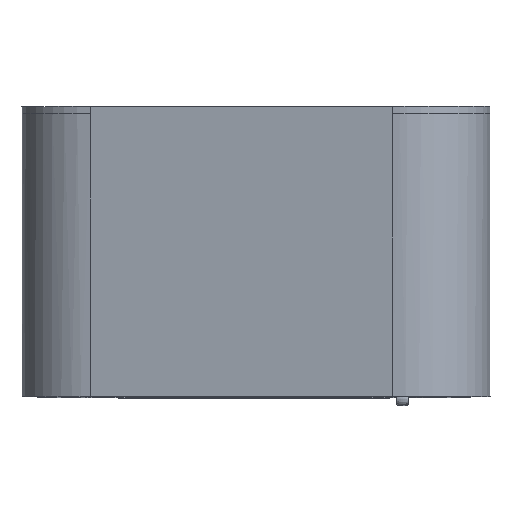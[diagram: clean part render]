
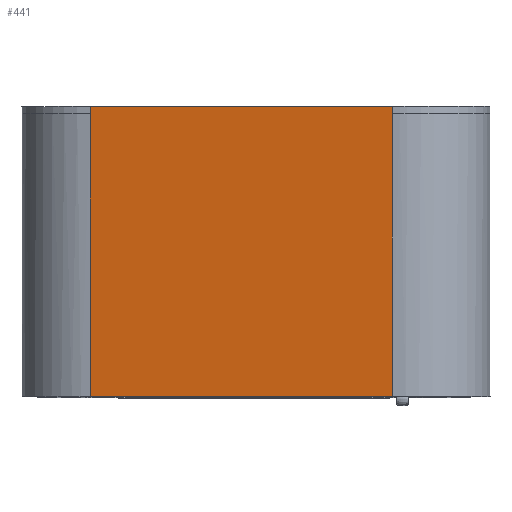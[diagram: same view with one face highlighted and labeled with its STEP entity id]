
A CAD part, top view. The second image highlights one B-rep face of the part: STEP entity #441.
In plain terms, the highlighted planar face has unit normal (-0.176, 0, 0.984).
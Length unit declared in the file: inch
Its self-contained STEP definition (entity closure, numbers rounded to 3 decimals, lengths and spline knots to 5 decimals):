
#441=ADVANCED_FACE('',(#710),#4210,.T.);
#710=FACE_OUTER_BOUND('',#989,.T.);
#989=EDGE_LOOP('',(#1698,#1699,#1700,#1701,#1702,#1703));
#1698=ORIENTED_EDGE('',*,*,#2674,.F.);
#1699=ORIENTED_EDGE('',*,*,#2675,.T.);
#1700=ORIENTED_EDGE('',*,*,#2676,.T.);
#1701=ORIENTED_EDGE('',*,*,#2725,.F.);
#1702=ORIENTED_EDGE('',*,*,#2677,.T.);
#1703=ORIENTED_EDGE('',*,*,#2724,.T.);
#2674=EDGE_CURVE('',#3883,#3905,#3140,.T.);
#2675=EDGE_CURVE('',#3883,#3885,#3141,.T.);
#2676=EDGE_CURVE('',#3885,#3906,#3142,.T.);
#2677=EDGE_CURVE('',#3886,#3884,#3143,.T.);
#2724=EDGE_CURVE('',#3884,#3905,#3189,.T.);
#2725=EDGE_CURVE('',#3886,#3906,#3190,.T.);
#3140=(
BOUNDED_CURVE()
B_SPLINE_CURVE(1,(#6668,#6669),.UNSPECIFIED.,.F.,.F.)
B_SPLINE_CURVE_WITH_KNOTS((2,2),(0.,28.934),.UNSPECIFIED.)
CURVE()
GEOMETRIC_REPRESENTATION_ITEM()
RATIONAL_B_SPLINE_CURVE((1.,1.))
REPRESENTATION_ITEM('')
);
#3141=(
BOUNDED_CURVE()
B_SPLINE_CURVE(2,(#6670,#6671,#6672),.UNSPECIFIED.,.F.,.F.)
B_SPLINE_CURVE_WITH_KNOTS((3,3),(15.24763,16.24763),
 .UNSPECIFIED.)
CURVE()
GEOMETRIC_REPRESENTATION_ITEM()
RATIONAL_B_SPLINE_CURVE((1.,1.,1.))
REPRESENTATION_ITEM('')
);
#3142=(
BOUNDED_CURVE()
B_SPLINE_CURVE(1,(#6673,#6674),.UNSPECIFIED.,.F.,.F.)
B_SPLINE_CURVE_WITH_KNOTS((2,2),(0.,28.934),.UNSPECIFIED.)
CURVE()
GEOMETRIC_REPRESENTATION_ITEM()
RATIONAL_B_SPLINE_CURVE((1.,1.))
REPRESENTATION_ITEM('')
);
#3143=(
BOUNDED_CURVE()
B_SPLINE_CURVE(2,(#6675,#6676,#6677),.UNSPECIFIED.,.F.,.F.)
B_SPLINE_CURVE_WITH_KNOTS((3,3),(-16.24763,-15.24763),
 .UNSPECIFIED.)
CURVE()
GEOMETRIC_REPRESENTATION_ITEM()
RATIONAL_B_SPLINE_CURVE((1.,1.,1.))
REPRESENTATION_ITEM('')
);
#3189=(
BOUNDED_CURVE()
B_SPLINE_CURVE(1,(#6814,#6815),.UNSPECIFIED.,.F.,.F.)
B_SPLINE_CURVE_WITH_KNOTS((2,2),(-29.684,-28.934),
 .UNSPECIFIED.)
CURVE()
GEOMETRIC_REPRESENTATION_ITEM()
RATIONAL_B_SPLINE_CURVE((1.,1.))
REPRESENTATION_ITEM('')
);
#3190=(
BOUNDED_CURVE()
B_SPLINE_CURVE(1,(#6816,#6817),.UNSPECIFIED.,.F.,.F.)
B_SPLINE_CURVE_WITH_KNOTS((2,2),(-29.684,-28.934),
 .UNSPECIFIED.)
CURVE()
GEOMETRIC_REPRESENTATION_ITEM()
RATIONAL_B_SPLINE_CURVE((1.,1.))
REPRESENTATION_ITEM('')
);
#3883=VERTEX_POINT('',#6607);
#3884=VERTEX_POINT('',#6608);
#3885=VERTEX_POINT('',#6609);
#3886=VERTEX_POINT('',#6610);
#3905=VERTEX_POINT('',#6629);
#3906=VERTEX_POINT('',#6630);
#4210=PLANE('',#4383);
#4383=AXIS2_PLACEMENT_3D('',#6595,#4537,$);
#4537=DIRECTION('',(-0.176,0.,0.984));
#6595=CARTESIAN_POINT('',(6.98138,-26.71943,75.0812));
#6607=CARTESIAN_POINT('',(6.98138,-26.71943,75.0812));
#6608=CARTESIAN_POINT('',(6.98138,2.96457,75.0812));
#6609=CARTESIAN_POINT('',(37.89474,-26.71943,80.61554));
#6610=CARTESIAN_POINT('',(37.89474,2.96457,80.61554));
#6629=CARTESIAN_POINT('',(6.98138,2.21457,75.0812));
#6630=CARTESIAN_POINT('',(37.89474,2.21457,80.61554));
#6668=CARTESIAN_POINT('',(6.98138,-26.71943,75.0812));
#6669=CARTESIAN_POINT('',(6.98138,2.21457,75.0812));
#6670=CARTESIAN_POINT('',(6.98138,-26.71943,75.0812));
#6671=CARTESIAN_POINT('',(22.43806,-26.71943,77.84837));
#6672=CARTESIAN_POINT('',(37.89474,-26.71943,80.61554));
#6673=CARTESIAN_POINT('',(37.89474,-26.71943,80.61554));
#6674=CARTESIAN_POINT('',(37.89474,2.21457,80.61554));
#6675=CARTESIAN_POINT('',(37.89474,2.96457,80.61554));
#6676=CARTESIAN_POINT('',(22.43806,2.96457,77.84837));
#6677=CARTESIAN_POINT('',(6.98138,2.96457,75.0812));
#6814=CARTESIAN_POINT('',(6.98138,2.96457,75.0812));
#6815=CARTESIAN_POINT('',(6.98138,2.21457,75.0812));
#6816=CARTESIAN_POINT('',(37.89474,2.96457,80.61554));
#6817=CARTESIAN_POINT('',(37.89474,2.21457,80.61554));
